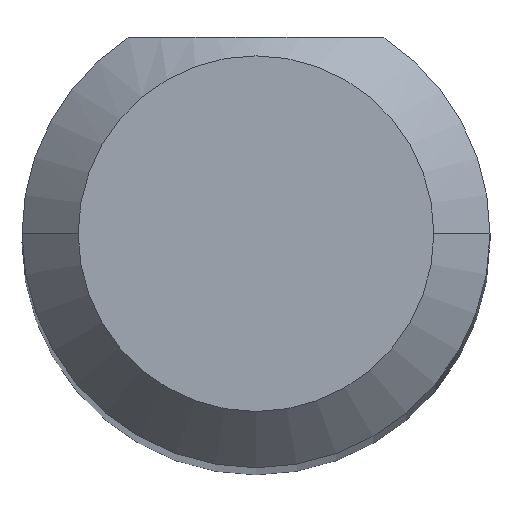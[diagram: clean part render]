
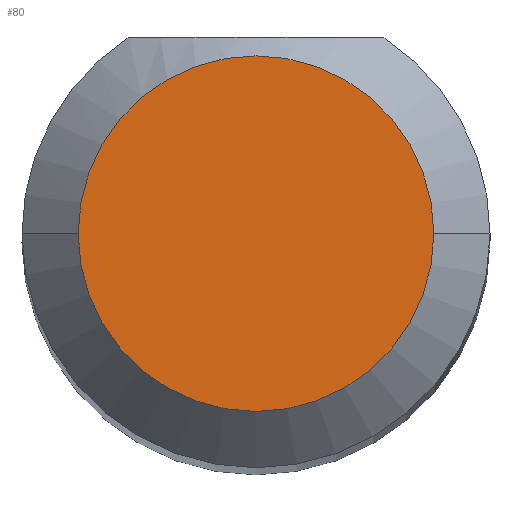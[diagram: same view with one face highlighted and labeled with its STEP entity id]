
A CAD part, top view. The second image highlights one B-rep face of the part: STEP entity #80.
In plain terms, the highlighted planar face has unit normal (0, 0, 1).
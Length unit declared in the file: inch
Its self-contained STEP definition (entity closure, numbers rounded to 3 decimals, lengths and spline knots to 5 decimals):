
#15 = AXIS2_PLACEMENT_3D ( 'NONE', #54, #343, #418 ) ;
#31 = DIRECTION ( 'NONE',  ( 0., 0., -1. ) ) ;
#40 = FACE_OUTER_BOUND ( 'NONE', #173, .T. ) ;
#54 = CARTESIAN_POINT ( 'NONE',  ( 0.25, 0., 1.5 ) ) ;
#65 = EDGE_CURVE ( 'NONE', #473, #338, #201, .T. ) ;
#69 = CARTESIAN_POINT ( 'NONE',  ( 0.25, 0., 1.5 ) ) ;
#80 = ADVANCED_FACE ( 'NONE', ( #40 ), #517, .T. ) ;
#145 = ORIENTED_EDGE ( 'NONE', *, *, #180, .F. ) ;
#152 = AXIS2_PLACEMENT_3D ( 'NONE', #69, #31, #182 ) ;
#172 = CARTESIAN_POINT ( 'NONE',  ( 0.2975, 0., 1.5 ) ) ;
#173 = EDGE_LOOP ( 'NONE', ( #454, #145 ) ) ;
#180 = EDGE_CURVE ( 'NONE', #338, #473, #233, .T. ) ;
#182 = DIRECTION ( 'NONE',  ( -1., 0., 0. ) ) ;
#201 = CIRCLE ( 'NONE', #15, 0.0475 ) ;
#215 = DIRECTION ( 'NONE',  ( -1., 0., 0. ) ) ;
#233 = CIRCLE ( 'NONE', #152, 0.0475 ) ;
#338 = VERTEX_POINT ( 'NONE', #414 ) ;
#343 = DIRECTION ( 'NONE',  ( 0., 0., -1. ) ) ;
#379 = AXIS2_PLACEMENT_3D ( 'NONE', #480, #472, #215 ) ;
#414 = CARTESIAN_POINT ( 'NONE',  ( 0.2025, 0., 1.5 ) ) ;
#418 = DIRECTION ( 'NONE',  ( -1., 0., 0. ) ) ;
#454 = ORIENTED_EDGE ( 'NONE', *, *, #65, .F. ) ;
#472 = DIRECTION ( 'NONE',  ( 0., 0., 1. ) ) ;
#473 = VERTEX_POINT ( 'NONE', #172 ) ;
#480 = CARTESIAN_POINT ( 'NONE',  ( 0.25, 0., 1.5 ) ) ;
#517 = PLANE ( 'NONE',  #379 ) ;
